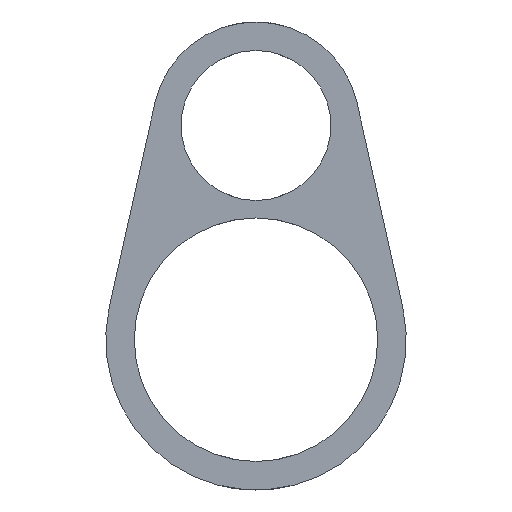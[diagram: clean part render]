
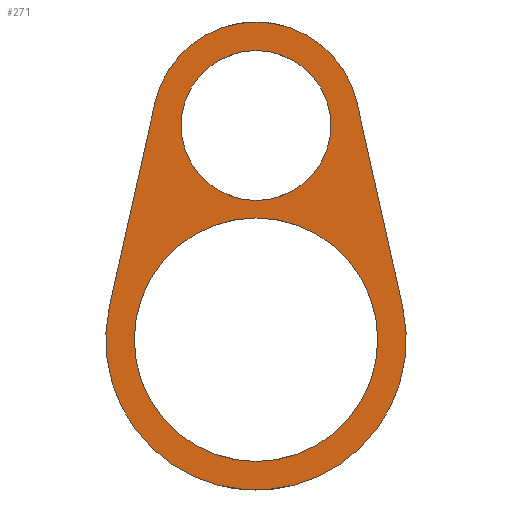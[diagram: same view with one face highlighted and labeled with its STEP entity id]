
A CAD part, left-side view. The second image highlights one B-rep face of the part: STEP entity #271.
In plain terms, the highlighted planar face has unit normal (-1, 0, 0).
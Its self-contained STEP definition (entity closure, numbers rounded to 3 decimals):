
#15=PLANE('',#298);
#20=FACE_BOUND('',#61,.T.);
#21=FACE_BOUND('',#62,.T.);
#28=CIRCLE('',#295,21.05);
#29=CIRCLE('',#299,14.5);
#30=CIRCLE('',#300,17.05);
#31=CIRCLE('',#301,10.5);
#47=FACE_OUTER_BOUND('',#60,.T.);
#60=EDGE_LOOP('',(#217,#218,#219,#220));
#61=EDGE_LOOP('',(#221));
#62=EDGE_LOOP('',(#222));
#95=LINE('',#751,#111);
#96=LINE('',#754,#112);
#111=VECTOR('',#333,10.);
#112=VECTOR('',#336,10.);
#127=VERTEX_POINT('',#582);
#130=VERTEX_POINT('',#587);
#140=VERTEX_POINT('',#750);
#141=VERTEX_POINT('',#752);
#142=VERTEX_POINT('',#755);
#143=VERTEX_POINT('',#757);
#159=EDGE_CURVE('',#127,#130,#28,.T.);
#171=EDGE_CURVE('',#130,#140,#95,.T.);
#172=EDGE_CURVE('',#140,#141,#29,.T.);
#173=EDGE_CURVE('',#141,#127,#96,.T.);
#174=EDGE_CURVE('',#142,#142,#30,.T.);
#175=EDGE_CURVE('',#143,#143,#31,.T.);
#217=ORIENTED_EDGE('',*,*,#171,.T.);
#218=ORIENTED_EDGE('',*,*,#172,.T.);
#219=ORIENTED_EDGE('',*,*,#173,.T.);
#220=ORIENTED_EDGE('',*,*,#159,.T.);
#221=ORIENTED_EDGE('',*,*,#174,.T.);
#222=ORIENTED_EDGE('',*,*,#175,.T.);
#271=ADVANCED_FACE('',(#47,#20,#21),#15,.F.);
#295=AXIS2_PLACEMENT_3D('',#589,#323,#324);
#298=AXIS2_PLACEMENT_3D('',#749,#331,#332);
#299=AXIS2_PLACEMENT_3D('',#753,#334,#335);
#300=AXIS2_PLACEMENT_3D('',#756,#337,#338);
#301=AXIS2_PLACEMENT_3D('',#758,#339,#340);
#323=DIRECTION('center_axis',(-1.,0.,0.));
#324=DIRECTION('ref_axis',(0.,0.,-1.));
#331=DIRECTION('center_axis',(1.,0.,0.));
#332=DIRECTION('ref_axis',(0.,0.,-1.));
#333=DIRECTION('',(0.,0.218,0.976));
#334=DIRECTION('center_axis',(-1.,0.,0.));
#335=DIRECTION('ref_axis',(0.,0.,-1.));
#336=DIRECTION('',(0.,0.218,-0.976));
#337=DIRECTION('center_axis',(1.,0.,0.));
#338=DIRECTION('ref_axis',(0.,0.,1.));
#339=DIRECTION('center_axis',(1.,0.,0.));
#340=DIRECTION('ref_axis',(0.,0.,-1.));
#582=CARTESIAN_POINT('',(-54.,20.542,-25.404));
#587=CARTESIAN_POINT('',(-54.,-20.542,-25.404));
#589=CARTESIAN_POINT('Origin',(-54.,0.,-30.));
#749=CARTESIAN_POINT('Origin',(-54.,0.,-18.275));
#750=CARTESIAN_POINT('',(-54.,-14.15,3.166));
#751=CARTESIAN_POINT('',(-54.,-16.097,-5.536));
#752=CARTESIAN_POINT('',(-54.,14.15,3.166));
#753=CARTESIAN_POINT('Origin',(-54.,0.,0.));
#754=CARTESIAN_POINT('',(-54.,19.293,-19.821));
#755=CARTESIAN_POINT('',(-54.,0.,-47.05));
#756=CARTESIAN_POINT('Origin',(-54.,0.,-30.));
#757=CARTESIAN_POINT('',(-54.,0.,10.5));
#758=CARTESIAN_POINT('Origin',(-54.,0.,0.));
